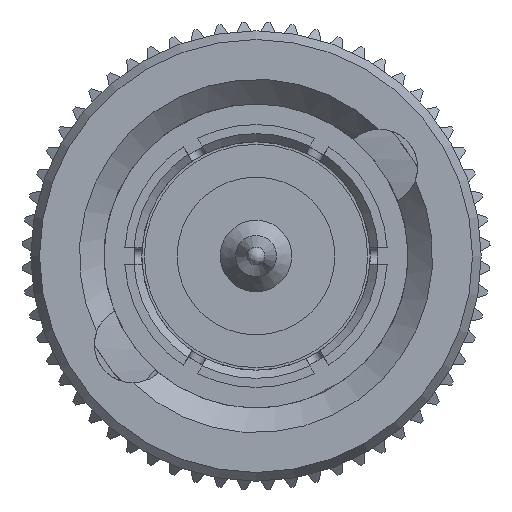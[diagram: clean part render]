
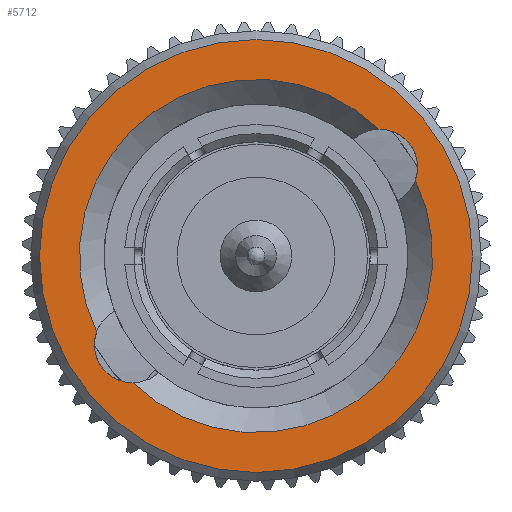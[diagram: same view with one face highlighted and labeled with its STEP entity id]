
A CAD part, left-side view. The second image highlights one B-rep face of the part: STEP entity #5712.
In plain terms, the highlighted planar face has unit normal (-1, 0, 0).
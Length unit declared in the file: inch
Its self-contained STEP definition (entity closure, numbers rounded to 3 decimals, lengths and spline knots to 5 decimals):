
#79 = AXIS2_PLACEMENT_3D ( 'NONE', #7684, #5562, #5633 ) ;
#447 = AXIS2_PLACEMENT_3D ( 'NONE', #7148, #7214, #13446 ) ;
#1028 = CARTESIAN_POINT ( 'NONE',  ( 0.33873, 0.14961, -0.15433 ) ) ;
#1839 = DIRECTION ( 'NONE',  ( 1., 0., 0. ) ) ;
#1847 = EDGE_CURVE ( 'NONE', #10162, #10054, #6992, .T. ) ;
#1897 = ORIENTED_EDGE ( 'NONE', *, *, #5380, .F. ) ;
#1909 = FACE_OUTER_BOUND ( 'NONE', #8674, .T. ) ;
#2244 = AXIS2_PLACEMENT_3D ( 'NONE', #12313, #8297, #8083 ) ;
#2447 = EDGE_CURVE ( 'NONE', #10054, #8117, #8608, .T. ) ;
#3036 = ORIENTED_EDGE ( 'NONE', *, *, #1847, .T. ) ;
#3785 = AXIS2_PLACEMENT_3D ( 'NONE', #10313, #1839, #11393 ) ;
#5070 = AXIS2_PLACEMENT_3D ( 'NONE', #11953, #9855, #11002 ) ;
#5380 = EDGE_CURVE ( 'NONE', #6844, #6844, #12539, .T. ) ;
#5562 = DIRECTION ( 'NONE',  ( 1., 0., 0. ) ) ;
#5633 = DIRECTION ( 'NONE',  ( 0., 0., -1. ) ) ;
#5712 = ADVANCED_FACE ( 'NONE', ( #6160, #1909 ), #8097, .F. ) ;
#6045 = EDGE_CURVE ( 'NONE', #8970, #10162, #13207, .T. ) ;
#6160 = FACE_BOUND ( 'NONE', #11647, .T. ) ;
#6844 = VERTEX_POINT ( 'NONE', #7039 ) ;
#6992 = CIRCLE ( 'NONE', #447, 0.04645 ) ;
#7039 = CARTESIAN_POINT ( 'NONE',  ( 0.33873, 0., -0.26339 ) ) ;
#7148 = CARTESIAN_POINT ( 'NONE',  ( 0.33873, -0.15021, 0.10789 ) ) ;
#7214 = DIRECTION ( 'NONE',  ( 1., 0., 0. ) ) ;
#7273 = CARTESIAN_POINT ( 'NONE',  ( 0.33873, -0.19403, 0.09247 ) ) ;
#7340 = DIRECTION ( 'NONE',  ( 1., 0., 0. ) ) ;
#7684 = CARTESIAN_POINT ( 'NONE',  ( 0.33873, 0., 0. ) ) ;
#8083 = DIRECTION ( 'NONE',  ( 0., 0., 1. ) ) ;
#8097 = PLANE ( 'NONE',  #3785 ) ;
#8117 = VERTEX_POINT ( 'NONE', #1028 ) ;
#8232 = ORIENTED_EDGE ( 'NONE', *, *, #12199, .T. ) ;
#8277 = AXIS2_PLACEMENT_3D ( 'NONE', #12276, #7340, #13497 ) ;
#8297 = DIRECTION ( 'NONE',  ( 1., 0., 0. ) ) ;
#8608 = CIRCLE ( 'NONE', #5070, 0.21494 ) ;
#8674 = EDGE_LOOP ( 'NONE', ( #1897 ) ) ;
#8970 = VERTEX_POINT ( 'NONE', #9830 ) ;
#9830 = CARTESIAN_POINT ( 'NONE',  ( 0.33873, 0.19403, -0.09247 ) ) ;
#9855 = DIRECTION ( 'NONE',  ( 1., 0., 0. ) ) ;
#9911 = ORIENTED_EDGE ( 'NONE', *, *, #6045, .T. ) ;
#10054 = VERTEX_POINT ( 'NONE', #7273 ) ;
#10162 = VERTEX_POINT ( 'NONE', #11958 ) ;
#10313 = CARTESIAN_POINT ( 'NONE',  ( 0.33873, 0., -0.26339 ) ) ;
#11002 = DIRECTION ( 'NONE',  ( 0., 0., 1. ) ) ;
#11393 = DIRECTION ( 'NONE',  ( 0., 0., -1. ) ) ;
#11647 = EDGE_LOOP ( 'NONE', ( #9911, #3036, #12402, #8232 ) ) ;
#11953 = CARTESIAN_POINT ( 'NONE',  ( 0.33873, 0., 0. ) ) ;
#11958 = CARTESIAN_POINT ( 'NONE',  ( 0.33873, -0.14961, 0.15433 ) ) ;
#12199 = EDGE_CURVE ( 'NONE', #8117, #8970, #13498, .T. ) ;
#12276 = CARTESIAN_POINT ( 'NONE',  ( 0.33873, 0.15021, -0.10789 ) ) ;
#12313 = CARTESIAN_POINT ( 'NONE',  ( 0.33873, 0., 0. ) ) ;
#12402 = ORIENTED_EDGE ( 'NONE', *, *, #2447, .T. ) ;
#12539 = CIRCLE ( 'NONE', #79, 0.26339 ) ;
#13207 = CIRCLE ( 'NONE', #2244, 0.21494 ) ;
#13446 = DIRECTION ( 'NONE',  ( 0., 0., -1. ) ) ;
#13497 = DIRECTION ( 'NONE',  ( 0., 0., -1. ) ) ;
#13498 = CIRCLE ( 'NONE', #8277, 0.04645 ) ;
